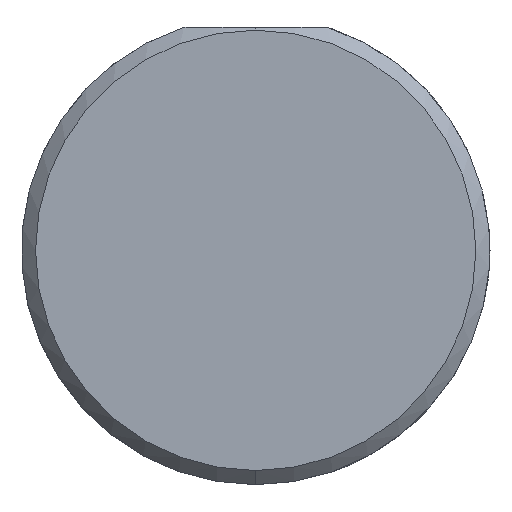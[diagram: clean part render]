
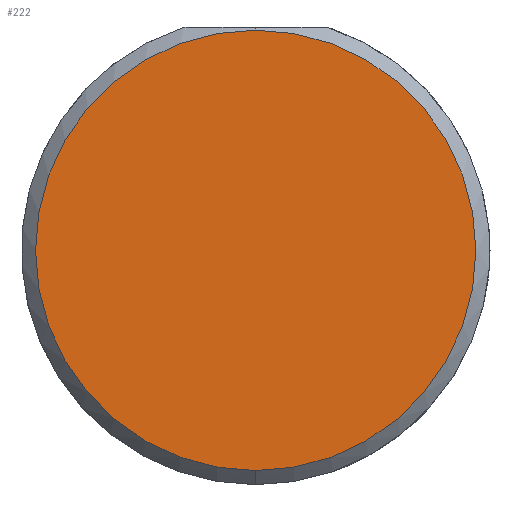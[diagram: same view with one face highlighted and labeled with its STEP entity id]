
A CAD part, left-side view. The second image highlights one B-rep face of the part: STEP entity #222.
In plain terms, the highlighted planar face has unit normal (-1, 0, 0).
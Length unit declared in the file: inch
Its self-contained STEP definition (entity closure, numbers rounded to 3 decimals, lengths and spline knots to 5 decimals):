
#10 = ORIENTED_EDGE ( 'NONE', *, *, #475, .T. ) ;
#46 = EDGE_LOOP ( 'NONE', ( #10, #456 ) ) ;
#80 = CARTESIAN_POINT ( 'NONE',  ( 0., 0., -0.23485 ) ) ;
#89 = FACE_OUTER_BOUND ( 'NONE', #46, .T. ) ;
#108 = VERTEX_POINT ( 'NONE', #245 ) ;
#132 = DIRECTION ( 'NONE',  ( -1., 0., 0. ) ) ;
#152 = PLANE ( 'NONE',  #488 ) ;
#221 = CARTESIAN_POINT ( 'NONE',  ( 0., 0., 0. ) ) ;
#222 = ADVANCED_FACE ( 'NONE', ( #89 ), #152, .F. ) ;
#245 = CARTESIAN_POINT ( 'NONE',  ( 0., 0., 0.23485 ) ) ;
#256 = CARTESIAN_POINT ( 'NONE',  ( 0., 0., 0. ) ) ;
#278 = DIRECTION ( 'NONE',  ( 1., 0., 0. ) ) ;
#295 = AXIS2_PLACEMENT_3D ( 'NONE', #256, #132, #745 ) ;
#340 = CARTESIAN_POINT ( 'NONE',  ( 0., 0., 0. ) ) ;
#341 = CIRCLE ( 'NONE', #295, 0.23485 ) ;
#378 = EDGE_CURVE ( 'NONE', #108, #736, #599, .T. ) ;
#456 = ORIENTED_EDGE ( 'NONE', *, *, #378, .T. ) ;
#470 = DIRECTION ( 'NONE',  ( -1., 0., 0. ) ) ;
#475 = EDGE_CURVE ( 'NONE', #736, #108, #341, .T. ) ;
#488 = AXIS2_PLACEMENT_3D ( 'NONE', #340, #278, #522 ) ;
#522 = DIRECTION ( 'NONE',  ( 0., 0., -1. ) ) ;
#599 = CIRCLE ( 'NONE', #670, 0.23485 ) ;
#670 = AXIS2_PLACEMENT_3D ( 'NONE', #221, #470, #726 ) ;
#726 = DIRECTION ( 'NONE',  ( 0., 0., 1. ) ) ;
#736 = VERTEX_POINT ( 'NONE', #80 ) ;
#745 = DIRECTION ( 'NONE',  ( 0., 0., 1. ) ) ;
